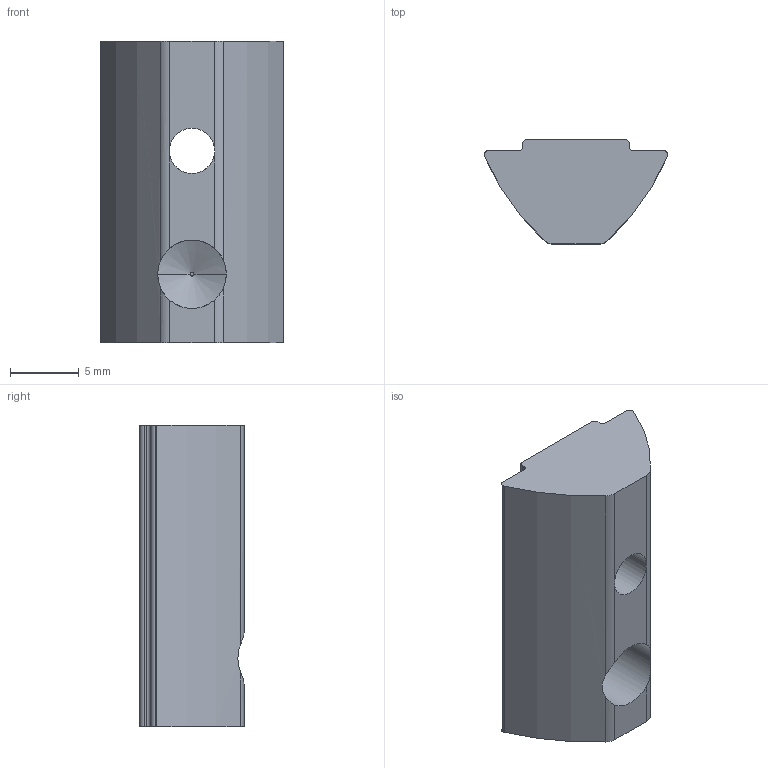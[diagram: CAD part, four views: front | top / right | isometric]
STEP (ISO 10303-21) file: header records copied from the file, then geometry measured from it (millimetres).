
FILE_DESCRIPTION(('HOOPS Exchange Step'),'2;1');
FILE_NAME('export-732F0BDB-E0D8-4FF8-A879-CB2AE1C56BD5.stp','2020-10-06T12:01:54+02:00',('User'),('Alibre'),'HOOPS Exchange 2020.0','Alibre','Unknown authorisation');
FILE_SCHEMA( ('AP242_MANAGED_MODEL_BASED_3D_ENGINEERING_MIM_LF {1 0 10303 442 1 1 4 }') );
Length unit declared in the file: millimetre
Products named in the file (1): 130 MayTec T-nut for E-slot (profile group 40) M4
Bounding box: 13.4 x 7.6 x 22 mm (x, y, z)
Volume: 1393.1 mm3; surface area: 1068.2 mm2
Topology: 1 solids, 1 shells, 30 faces, 85 edges, 56 vertices
Faces by surface type: cylinder 17, plane 11, cone 2
Full cylindrical faces by diameter (mm): 3.3 x1
Entity records: 1154 total; most frequent: CARTESIAN_POINT 320, DIRECTION 171, ORIENTED_EDGE 170, EDGE_CURVE 85, AXIS2_PLACEMENT_3D 65, VERTEX_POINT 56, VECTOR 41, LINE 41
